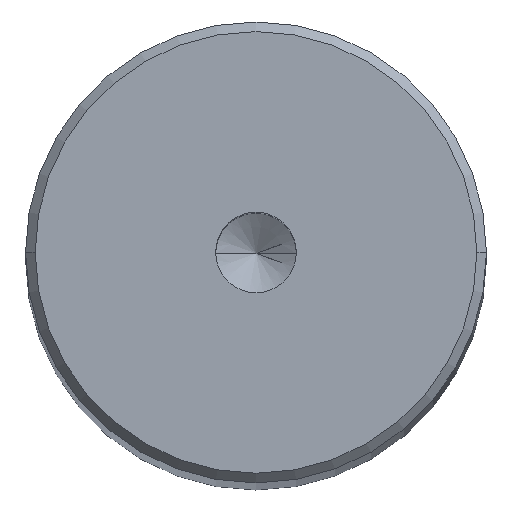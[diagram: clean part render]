
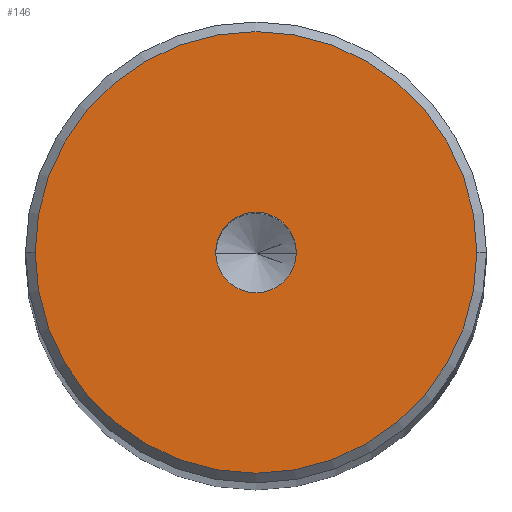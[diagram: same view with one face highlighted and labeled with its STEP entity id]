
A CAD part, top view. The second image highlights one B-rep face of the part: STEP entity #146.
In plain terms, the highlighted planar face has unit normal (0, 0, 1).
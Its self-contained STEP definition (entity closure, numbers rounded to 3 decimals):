
#10 = CIRCLE ( 'NONE', #338, 11.5 ) ;
#22 = VERTEX_POINT ( 'NONE', #498 ) ;
#60 = CARTESIAN_POINT ( 'NONE',  ( 0., 0., 0. ) ) ;
#62 = CIRCLE ( 'NONE', #556, 2.1 ) ;
#86 = PLANE ( 'NONE',  #377 ) ;
#96 = CIRCLE ( 'NONE', #210, 2.1 ) ;
#98 = DIRECTION ( 'NONE',  ( 1., 0., 0. ) ) ;
#132 = FACE_BOUND ( 'NONE', #384, .T. ) ;
#146 = ADVANCED_FACE ( 'NONE', ( #132, #543 ), #86, .T. ) ;
#149 = EDGE_CURVE ( 'NONE', #243, #234, #10, .T. ) ;
#150 = DIRECTION ( 'NONE',  ( 1., 0., 0. ) ) ;
#158 = DIRECTION ( 'NONE',  ( 0., 0., 1. ) ) ;
#210 = AXIS2_PLACEMENT_3D ( 'NONE', #433, #352, #314 ) ;
#223 = CARTESIAN_POINT ( 'NONE',  ( 0., 0., 0. ) ) ;
#227 = ORIENTED_EDGE ( 'NONE', *, *, #428, .F. ) ;
#234 = VERTEX_POINT ( 'NONE', #427 ) ;
#243 = VERTEX_POINT ( 'NONE', #387 ) ;
#263 = VERTEX_POINT ( 'NONE', #393 ) ;
#271 = EDGE_LOOP ( 'NONE', ( #406, #549 ) ) ;
#289 = CARTESIAN_POINT ( 'NONE',  ( 0., 0., 0. ) ) ;
#305 = EDGE_CURVE ( 'NONE', #234, #243, #425, .T. ) ;
#314 = DIRECTION ( 'NONE',  ( 1., 0., 0. ) ) ;
#338 = AXIS2_PLACEMENT_3D ( 'NONE', #289, #414, #365 ) ;
#352 = DIRECTION ( 'NONE',  ( 0., 0., 1. ) ) ;
#365 = DIRECTION ( 'NONE',  ( 1., 0., 0. ) ) ;
#368 = DIRECTION ( 'NONE',  ( 0., 0., 1. ) ) ;
#377 = AXIS2_PLACEMENT_3D ( 'NONE', #223, #462, #150 ) ;
#384 = EDGE_LOOP ( 'NONE', ( #392, #227 ) ) ;
#387 = CARTESIAN_POINT ( 'NONE',  ( -11.5, 0., 0. ) ) ;
#392 = ORIENTED_EDGE ( 'NONE', *, *, #508, .F. ) ;
#393 = CARTESIAN_POINT ( 'NONE',  ( -2.1, 0., 0. ) ) ;
#406 = ORIENTED_EDGE ( 'NONE', *, *, #149, .T. ) ;
#414 = DIRECTION ( 'NONE',  ( 0., 0., 1. ) ) ;
#425 = CIRCLE ( 'NONE', #481, 11.5 ) ;
#427 = CARTESIAN_POINT ( 'NONE',  ( 11.5, 0., 0. ) ) ;
#428 = EDGE_CURVE ( 'NONE', #263, #22, #96, .T. ) ;
#433 = CARTESIAN_POINT ( 'NONE',  ( 0., 0., 0. ) ) ;
#462 = DIRECTION ( 'NONE',  ( 0., 0., 1. ) ) ;
#481 = AXIS2_PLACEMENT_3D ( 'NONE', #60, #158, #525 ) ;
#498 = CARTESIAN_POINT ( 'NONE',  ( 2.1, 0., 0. ) ) ;
#508 = EDGE_CURVE ( 'NONE', #22, #263, #62, .T. ) ;
#525 = DIRECTION ( 'NONE',  ( 1., 0., 0. ) ) ;
#543 = FACE_OUTER_BOUND ( 'NONE', #271, .T. ) ;
#548 = CARTESIAN_POINT ( 'NONE',  ( 0., 0., 0. ) ) ;
#549 = ORIENTED_EDGE ( 'NONE', *, *, #305, .T. ) ;
#556 = AXIS2_PLACEMENT_3D ( 'NONE', #548, #368, #98 ) ;
